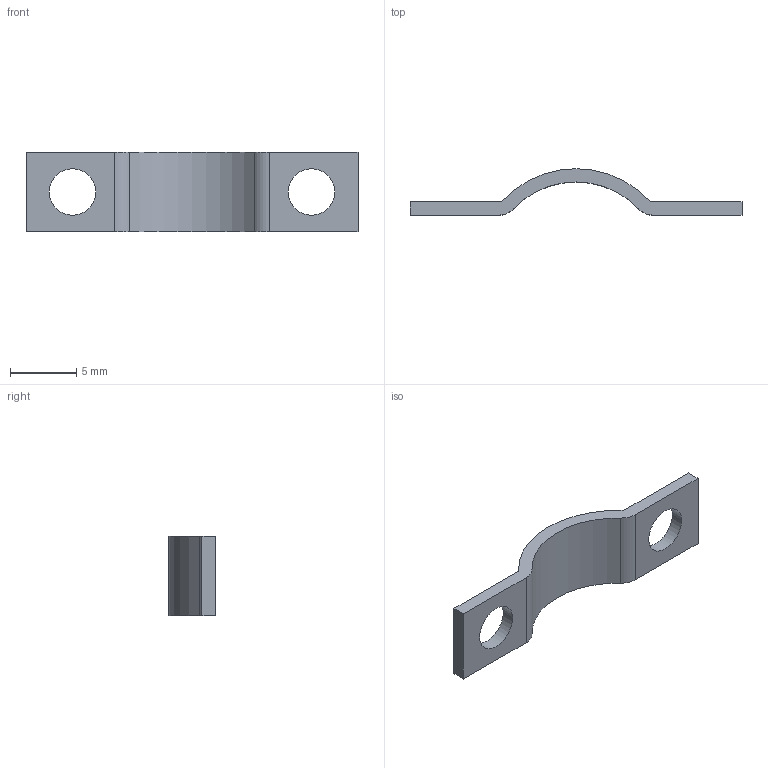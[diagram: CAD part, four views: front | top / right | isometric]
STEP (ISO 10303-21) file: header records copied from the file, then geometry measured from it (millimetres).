
FILE_DESCRIPTION(('CoCreate Modeling STEP Export'),'2;1');
FILE_NAME('1436015.stp','2017-12-13T11:07:21',(''),(''),'CoCreate Modeling STEP processor for AP214 (Solid Model)','CoCreate Modeling 16.00D 29-May-2009 (C) Parametric Technology GmbH','');
FILE_SCHEMA(('AUTOMOTIVE_DESIGN { 1 0 10303 214 1 1 1 1 }'));
Length unit declared in the file: millimetre
Products named in the file (1): Zug
Bounding box: 25 x 3.5 x 6 mm (x, y, z)
Volume: 139.1 mm3; surface area: 364.9 mm2
Topology: 1 solids, 1 shells, 18 faces, 48 edges, 32 vertices
Faces by surface type: cylinder 10, plane 8
Entity records: 572 total; most frequent: ORIENTED_EDGE 96, DIRECTION 94, CARTESIAN_POINT 93, EDGE_CURVE 48, AXIS2_PLACEMENT_3D 33, VERTEX_POINT 32, VECTOR 28, LINE 28
